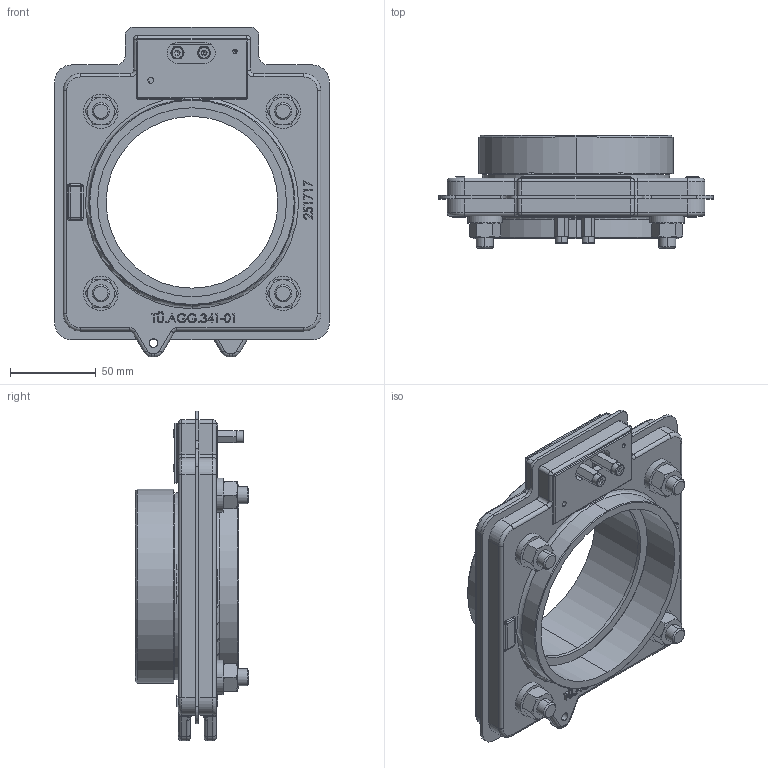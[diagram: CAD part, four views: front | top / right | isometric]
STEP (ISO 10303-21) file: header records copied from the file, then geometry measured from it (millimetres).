
FILE_DESCRIPTION (( 'STEP AP214' ), '1' );
FILE_NAME ('TAG-Adapter 4in_251724.STEP', '2012-09-27T08:36:24', ( 'Admin2' ), ( '' ), 'SwSTEP 2.0', 'SolidWorks 2010', '' );
FILE_SCHEMA (( 'AUTOMOTIVE_DESIGN' ));
Length unit declared in the file: millimetre
Products named in the file (1): TAG-Adapter 4in_251724
Bounding box: 160 x 65.85 x 192 mm (x, y, z)
Surface area: 144426.8 mm2 (no closed solid volume)
Topology: 0 solids, 28 shells, 932 faces, 2769 edges, 1816 vertices
Faces by surface type: plane 440, bspline 189, cylinder 166, cone 64, torus 55, sphere 18
Entity records: 52137 total; most frequent: CARTESIAN_POINT 18666, ORIENTED_EDGE 4753, DIRECTION 4242, EDGE_CURVE 2747, VERTEX_POINT 1816, LINE 1586, VECTOR 1586, AXIS2_PLACEMENT_3D 1328
